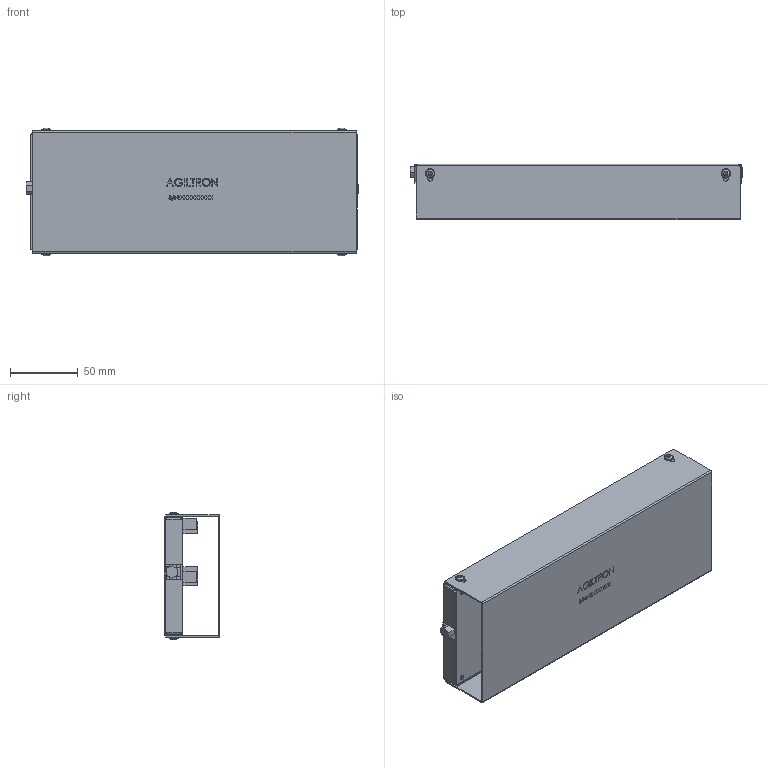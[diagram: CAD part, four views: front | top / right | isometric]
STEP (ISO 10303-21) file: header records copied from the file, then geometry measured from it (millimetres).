
FILE_DESCRIPTION (( 'STEP AP203' ), '1' );
FILE_NAME ('4 EO ASM_FOR RUN.STEP', '2025-03-24T22:34:24', ( 'cad' ), ( '' ), 'SwSTEP 2.0', 'SolidWorks 2017', '' );
FILE_SCHEMA (( 'CONFIG_CONTROL_DESIGN' ));
Length unit declared in the file: millimetre
Products named in the file (9): 4 EO COVER BOTTOM.; 1001870_4 EO BOTTOM COVER ASM; 4 EO ASM_FOR RUN; 4 EO PCB; studs-M3X12.STEP; 1002403_4 EO COVER; 97654A674_18-8 Stainless Steel Flanged Button Head Screw_97654A674; studs-M3X3TEP; S-M2,5-1
Assembly tree (17 placements, depth 3):
  4 EO ASM_FOR RUN
    1001870_4 EO BOTTOM COVER ASM
      studs-M3X12.STEP  x4
      studs-M3X3TEP  x4
      S-M2,5-1
      4 EO COVER BOTTOM.
    4 EO PCB
    97654A674_18-8 Stainless Steel Flanged Button Head Screw_97654A674  x4
    1002403_4 EO COVER
Bounding box: 244.9 x 40.6 x 93.8 mm (x, y, z)
Volume: 137472.7 mm3; surface area: 191415.4 mm2
Topology: 16 solids, 16 shells, 577 faces, 1639 edges, 1158 vertices
Faces by surface type: plane 351, cylinder 175, cone 24, bspline 19, torus 8
Full cylindrical faces by diameter (mm): 2 x1, 2.55 x8, 3.5 x4, 3.589 x8, 4 x84, 4.19 x8, 4.2 x13, 6 x1, 6.3 x1, 6.6 x1
Entity records: 17662 total; most frequent: CARTESIAN_POINT 5057, ORIENTED_EDGE 2224, DIRECTION 2223, EDGE_CURVE 1112, VERTEX_POINT 882, EDGE_LOOP 788, AXIS2_PLACEMENT_3D 751, LINE 721
